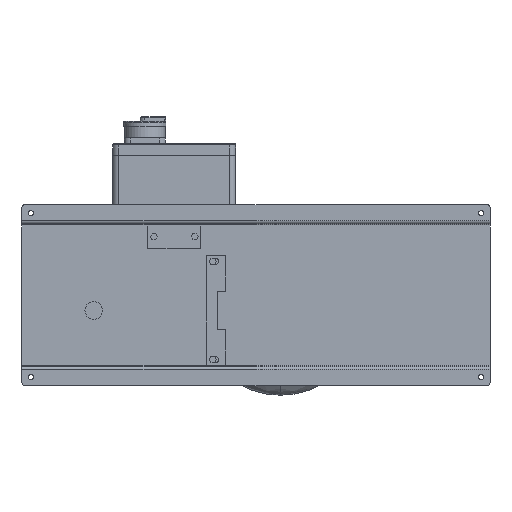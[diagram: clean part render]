
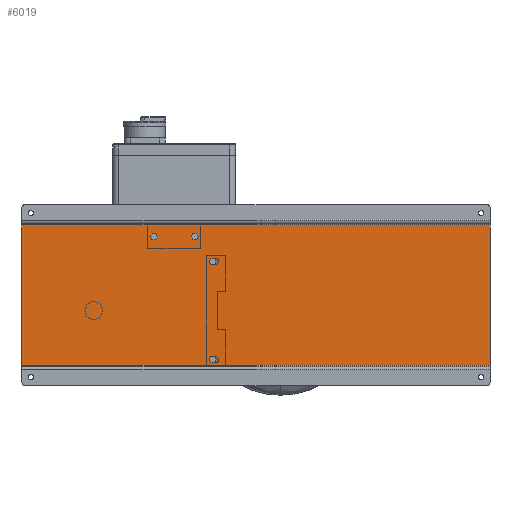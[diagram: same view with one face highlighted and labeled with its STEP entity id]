
A CAD part, front view. The second image highlights one B-rep face of the part: STEP entity #6019.
In plain terms, the highlighted planar face has unit normal (0, -1, 0).
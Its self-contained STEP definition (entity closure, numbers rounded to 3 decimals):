
#4736 = CARTESIAN_POINT ( 'NONE',  ( 400., 52., 120. ) ) ;
#4797 = ORIENTED_EDGE ( 'NONE', *, *, #28671, .T. ) ;
#4849 = ORIENTED_EDGE ( 'NONE', *, *, #12095, .F. ) ;
#5484 = CARTESIAN_POINT ( 'NONE',  ( 400., 52., -120. ) ) ;
#6019 = ADVANCED_FACE ( 'NONE', ( #8560 ), #19585, .F. ) ;
#7487 = VERTEX_POINT ( 'NONE', #11762 ) ;
#7804 = LINE ( 'NONE', #4736, #23199 ) ;
#8560 = FACE_OUTER_BOUND ( 'NONE', #23557, .T. ) ;
#9249 = DIRECTION ( 'NONE',  ( 0., 1., 0. ) ) ;
#9508 = LINE ( 'NONE', #13522, #19887 ) ;
#11762 = CARTESIAN_POINT ( 'NONE',  ( -400., 52., 120. ) ) ;
#11783 = CARTESIAN_POINT ( 'NONE',  ( 400., 52., 120. ) ) ;
#12095 = EDGE_CURVE ( 'NONE', #18616, #24924, #18332, .T. ) ;
#13522 = CARTESIAN_POINT ( 'NONE',  ( -400., 52., -120. ) ) ;
#14616 = ORIENTED_EDGE ( 'NONE', *, *, #19885, .T. ) ;
#18332 = LINE ( 'NONE', #36264, #44839 ) ;
#18616 = VERTEX_POINT ( 'NONE', #32398 ) ;
#19288 = DIRECTION ( 'NONE',  ( 0., 0., -1. ) ) ;
#19585 = PLANE ( 'NONE',  #40205 ) ;
#19885 = EDGE_CURVE ( 'NONE', #7487, #24924, #9508, .T. ) ;
#19887 = VECTOR ( 'NONE', #35410, 1000. ) ;
#23199 = VECTOR ( 'NONE', #19288, 1000. ) ;
#23557 = EDGE_LOOP ( 'NONE', ( #14616, #4849, #38790, #4797 ) ) ;
#24924 = VERTEX_POINT ( 'NONE', #25652 ) ;
#25652 = CARTESIAN_POINT ( 'NONE',  ( -400., 52., -120. ) ) ;
#25877 = DIRECTION ( 'NONE',  ( -1., 0., 0. ) ) ;
#28642 = CARTESIAN_POINT ( 'NONE',  ( 400., 52., 120. ) ) ;
#28671 = EDGE_CURVE ( 'NONE', #30390, #7487, #31945, .T. ) ;
#30390 = VERTEX_POINT ( 'NONE', #11783 ) ;
#30881 = DIRECTION ( 'NONE',  ( 0., 0., 1. ) ) ;
#31945 = LINE ( 'NONE', #28642, #33957 ) ;
#32398 = CARTESIAN_POINT ( 'NONE',  ( 400., 52., -120. ) ) ;
#33957 = VECTOR ( 'NONE', #35755, 1000. ) ;
#35410 = DIRECTION ( 'NONE',  ( 0., 0., -1. ) ) ;
#35608 = EDGE_CURVE ( 'NONE', #30390, #18616, #7804, .T. ) ;
#35755 = DIRECTION ( 'NONE',  ( -1., 0., 0. ) ) ;
#36264 = CARTESIAN_POINT ( 'NONE',  ( 400., 52., -120. ) ) ;
#38790 = ORIENTED_EDGE ( 'NONE', *, *, #35608, .F. ) ;
#40205 = AXIS2_PLACEMENT_3D ( 'NONE', #5484, #9249, #30881 ) ;
#44839 = VECTOR ( 'NONE', #25877, 1000. ) ;
